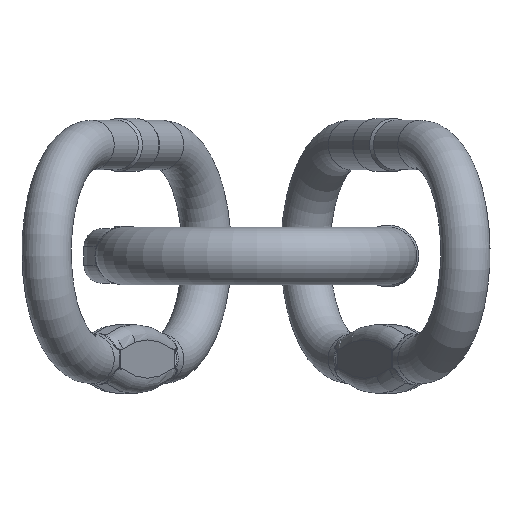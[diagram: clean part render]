
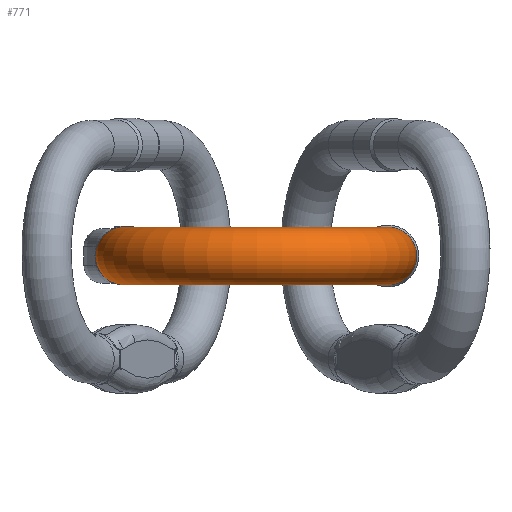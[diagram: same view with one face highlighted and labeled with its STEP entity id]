
A CAD part, front view. The second image highlights one B-rep face of the part: STEP entity #771.
In plain terms, the highlighted toroidal (fillet/blend) face has major radius 160 mm and minor radius 35 mm.
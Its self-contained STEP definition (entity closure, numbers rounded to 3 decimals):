
#591=TOROIDAL_SURFACE('',#6306,160.,35.);
#771=ADVANCED_FACE('',(#1864,#1865),#591,.T.);
#1201=CIRCLE('',#6290,35.);
#1202=CIRCLE('',#6292,35.);
#1204=CIRCLE('',#6296,35.);
#1207=CIRCLE('',#6302,35.);
#1209=CIRCLE('',#6305,35.);
#1507=B_SPLINE_CURVE_WITH_KNOTS('',3,(#10887,#10888,#10889,#10890,#10891,
#10892,#10893,#10894),.UNSPECIFIED.,.F.,.F.,(4,2,2,4),(0.,0.25,
0.5,1.),.UNSPECIFIED.);
#1508=B_SPLINE_CURVE_WITH_KNOTS('',3,(#10898,#10899,#10900,#10901,#10902,
#10903,#10904,#10905),.UNSPECIFIED.,.F.,.F.,(4,2,2,4),(0.,0.5,0.75,1.),
 .UNSPECIFIED.);
#1509=B_SPLINE_CURVE_WITH_KNOTS('',3,(#10906,#10907,#10908,#10909,#10910,
#10911,#10912,#10913),.UNSPECIFIED.,.F.,.F.,(4,2,2,4),(0.,0.25,
0.5,1.),.UNSPECIFIED.);
#1510=B_SPLINE_CURVE_WITH_KNOTS('',3,(#10914,#10915,#10916,#10917,#10918,
#10919,#10920,#10921),.UNSPECIFIED.,.F.,.F.,(4,2,2,4),(0.,0.5,
0.75,1.),.UNSPECIFIED.);
#1864=FACE_BOUND('',#2068,.T.);
#1865=FACE_BOUND('',#2069,.T.);
#2068=EDGE_LOOP('',(#2988,#2989,#2990,#2991,#2992,#2993,#2994,#2995));
#2069=EDGE_LOOP('',(#2996));
#2988=ORIENTED_EDGE('',*,*,#5008,.T.);
#2989=ORIENTED_EDGE('',*,*,#5031,.T.);
#2990=ORIENTED_EDGE('',*,*,#5032,.T.);
#2991=ORIENTED_EDGE('',*,*,#5033,.T.);
#2992=ORIENTED_EDGE('',*,*,#5019,.T.);
#2993=ORIENTED_EDGE('',*,*,#5034,.T.);
#2994=ORIENTED_EDGE('',*,*,#5011,.T.);
#2995=ORIENTED_EDGE('',*,*,#5035,.T.);
#2996=ORIENTED_EDGE('',*,*,#5029,.F.);
#4346=VERTEX_POINT('',#10720);
#4349=VERTEX_POINT('',#10739);
#4352=VERTEX_POINT('',#10760);
#4353=VERTEX_POINT('',#10762);
#4360=VERTEX_POINT('',#10816);
#4361=VERTEX_POINT('',#10818);
#4370=VERTEX_POINT('',#10883);
#4372=VERTEX_POINT('',#10895);
#4373=VERTEX_POINT('',#10897);
#5008=EDGE_CURVE('',#4346,#4349,#1201,.T.);
#5011=EDGE_CURVE('',#4353,#4352,#1202,.T.);
#5019=EDGE_CURVE('',#4361,#4360,#1204,.T.);
#5029=EDGE_CURVE('',#4370,#4370,#1207,.T.);
#5031=EDGE_CURVE('',#4349,#4372,#1507,.T.);
#5032=EDGE_CURVE('',#4372,#4373,#1209,.T.);
#5033=EDGE_CURVE('',#4373,#4361,#1508,.T.);
#5034=EDGE_CURVE('',#4360,#4353,#1509,.T.);
#5035=EDGE_CURVE('',#4352,#4346,#1510,.T.);
#6290=AXIS2_PLACEMENT_3D('',#10740,#6898,#6899);
#6292=AXIS2_PLACEMENT_3D('',#10761,#6902,#6903);
#6296=AXIS2_PLACEMENT_3D('',#10817,#6910,#6911);
#6302=AXIS2_PLACEMENT_3D('',#10882,#6922,#6923);
#6305=AXIS2_PLACEMENT_3D('',#10896,#6928,#6929);
#6306=AXIS2_PLACEMENT_3D('',#10922,#6930,#6931);
#6898=DIRECTION('',(0.,-1.,0.));
#6899=DIRECTION('',(1.,0.,0.));
#6902=DIRECTION('',(0.,-1.,0.));
#6903=DIRECTION('',(1.,0.,0.));
#6910=DIRECTION('',(0.,-1.,0.));
#6911=DIRECTION('',(1.,0.,0.));
#6922=DIRECTION('',(0.,1.,0.));
#6923=DIRECTION('',(-1.,0.,0.));
#6928=DIRECTION('',(0.,-1.,0.));
#6929=DIRECTION('',(1.,0.,0.));
#6930=DIRECTION('',(0.,0.,1.));
#6931=DIRECTION('',(1.,0.,0.));
#10720=CARTESIAN_POINT('',(-144.829,-105.,31.541));
#10739=CARTESIAN_POINT('',(-175.171,-105.,31.541));
#10740=CARTESIAN_POINT('',(-160.,-105.,0.));
#10760=CARTESIAN_POINT('',(-131.681,-105.,20.568));
#10761=CARTESIAN_POINT('',(-160.,-105.,0.));
#10762=CARTESIAN_POINT('',(-131.681,-105.,-20.568));
#10816=CARTESIAN_POINT('',(-144.829,-105.,-31.541));
#10817=CARTESIAN_POINT('',(-160.,-105.,0.));
#10818=CARTESIAN_POINT('',(-175.171,-105.,-31.541));
#10882=CARTESIAN_POINT('',(160.,-105.,0.));
#10883=CARTESIAN_POINT('',(125.,-105.,0.));
#10887=CARTESIAN_POINT('',(-175.171,-105.,31.541));
#10888=CARTESIAN_POINT('',(-176.293,-105.867,31.002));
#10889=CARTESIAN_POINT('',(-177.535,-106.4,30.324));
#10890=CARTESIAN_POINT('',(-180.036,-106.983,28.728));
#10891=CARTESIAN_POINT('',(-181.235,-107.03,27.853));
#10892=CARTESIAN_POINT('',(-184.653,-106.761,25.012));
#10893=CARTESIAN_POINT('',(-186.662,-106.03,22.85));
#10894=CARTESIAN_POINT('',(-188.319,-105.,20.568));
#10895=CARTESIAN_POINT('',(-188.319,-105.,20.568));
#10896=CARTESIAN_POINT('',(-160.,-105.,0.));
#10897=CARTESIAN_POINT('',(-188.319,-105.,-20.568));
#10898=CARTESIAN_POINT('',(-188.319,-105.,-20.568));
#10899=CARTESIAN_POINT('',(-186.66,-106.031,-22.853));
#10900=CARTESIAN_POINT('',(-184.674,-106.759,-24.994));
#10901=CARTESIAN_POINT('',(-181.227,-107.031,-27.859));
#10902=CARTESIAN_POINT('',(-180.027,-106.981,-28.735));
#10903=CARTESIAN_POINT('',(-177.534,-106.399,-30.324));
#10904=CARTESIAN_POINT('',(-176.296,-105.87,-31.));
#10905=CARTESIAN_POINT('',(-175.171,-105.,-31.541));
#10906=CARTESIAN_POINT('',(-144.829,-105.,-31.541));
#10907=CARTESIAN_POINT('',(-143.727,-105.91,-31.011));
#10908=CARTESIAN_POINT('',(-142.479,-106.466,-30.339));
#10909=CARTESIAN_POINT('',(-139.967,-107.09,-28.749));
#10910=CARTESIAN_POINT('',(-138.761,-107.154,-27.872));
#10911=CARTESIAN_POINT('',(-135.325,-106.909,-25.014));
#10912=CARTESIAN_POINT('',(-133.32,-106.156,-22.824));
#10913=CARTESIAN_POINT('',(-131.681,-105.,-20.568));
#10914=CARTESIAN_POINT('',(-131.681,-105.,20.568));
#10915=CARTESIAN_POINT('',(-133.321,-106.157,22.826));
#10916=CARTESIAN_POINT('',(-135.292,-106.904,24.984));
#10917=CARTESIAN_POINT('',(-138.754,-107.155,27.867));
#10918=CARTESIAN_POINT('',(-139.96,-107.09,28.743));
#10919=CARTESIAN_POINT('',(-142.458,-106.473,30.327));
#10920=CARTESIAN_POINT('',(-143.724,-105.912,31.01));
#10921=CARTESIAN_POINT('',(-144.829,-105.,31.541));
#10922=CARTESIAN_POINT('',(0.,-105.,0.));
